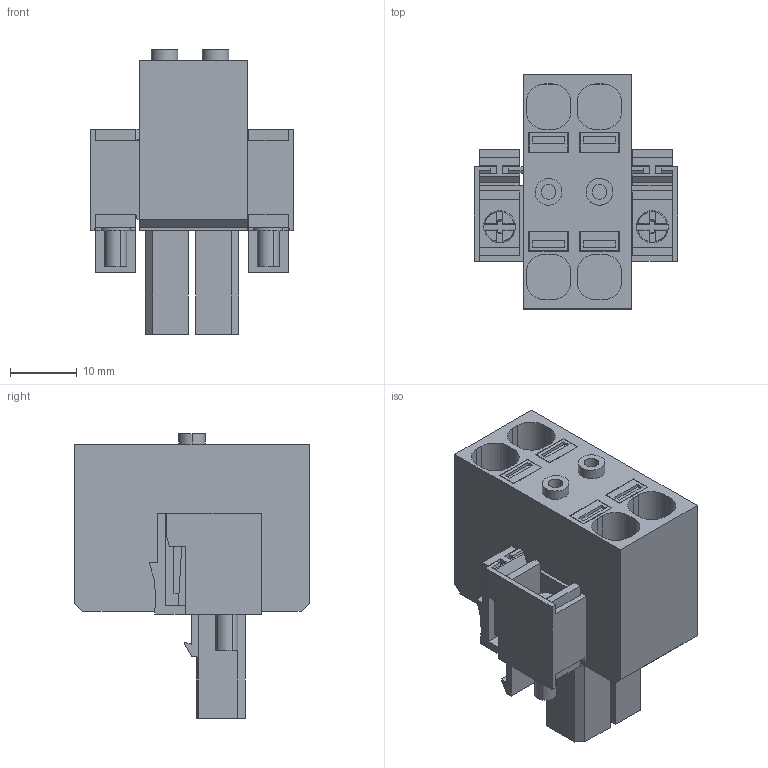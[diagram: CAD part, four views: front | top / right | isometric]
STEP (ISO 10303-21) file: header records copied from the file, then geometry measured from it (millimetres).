
FILE_DESCRIPTION(('CATIA V5 STEP Exchange','CAx-IF Rec.Pracs.--- Model Styling and Organization---1.4--- 2014-01-23'),'2;1');
FILE_NAME ('1205663-9_0_2719380000_2719380000.stp','2020-07-23T11:08:21+00:00',('none'),('Weidmueller'),'CATIA Version 5-6 Release 2016','CATIA V5 STEP AP214','none');
FILE_SCHEMA(('AUTOMOTIVE_DESIGN { 1 0 10303 214 1 1 1 1 }'));
Length unit declared in the file: millimetre
Products named in the file (1): 2719380000
Bounding box: 30.48 x 35.05 x 42.58 mm (x, y, z)
Volume: 16766.7 mm3; surface area: 10749.6 mm2
Topology: 9 solids, 9 shells, 422 faces, 1114 edges, 741 vertices
Faces by surface type: plane 372, cylinder 46, cone 4
Entity records: 12952 total; most frequent: CARTESIAN_POINT 2553, ORIENTED_EDGE 2228, DIRECTION 1752, EDGE_CURVE 1114, VECTOR 986, LINE 986, VERTEX_POINT 741, EDGE_LOOP 461
